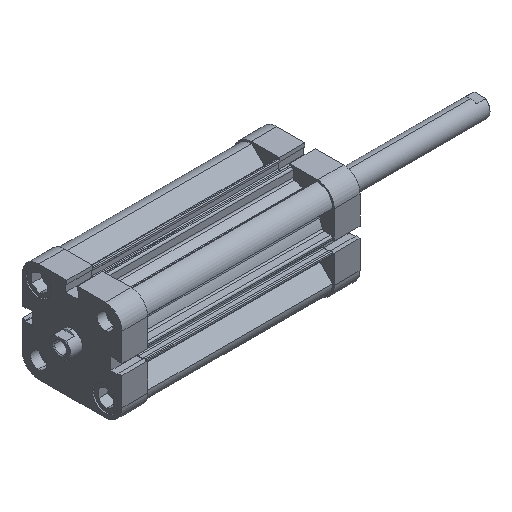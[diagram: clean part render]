
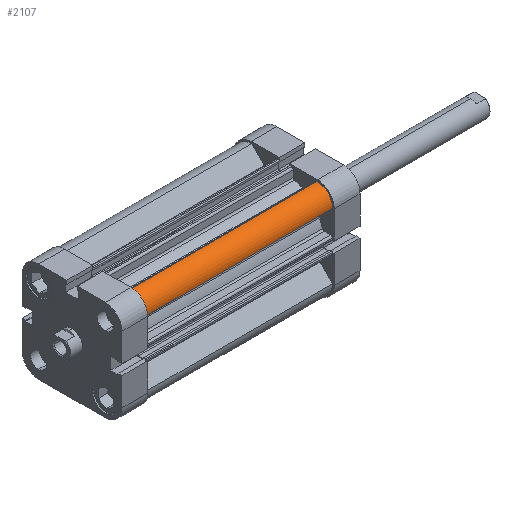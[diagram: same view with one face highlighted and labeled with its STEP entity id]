
A CAD part, isometric view. The second image highlights one B-rep face of the part: STEP entity #2107.
In plain terms, the highlighted cylindrical face has radius 8.5 mm (diameter 17 mm), a partial arc.
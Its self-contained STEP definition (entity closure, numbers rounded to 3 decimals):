
#42 = VERTEX_POINT ( 'NONE', #651 ) ;
#111 = CARTESIAN_POINT ( 'NONE',  ( 27.493, -18.654, 106.5 ) ) ;
#152 = VERTEX_POINT ( 'NONE', #586 ) ;
#333 = VERTEX_POINT ( 'NONE', #739 ) ;
#514 = VERTEX_POINT ( 'NONE', #111 ) ;
#586 = CARTESIAN_POINT ( 'NONE',  ( 27.493, -18.654, 0. ) ) ;
#651 = CARTESIAN_POINT ( 'NONE',  ( 18.654, -27.493, 106.5 ) ) ;
#739 = CARTESIAN_POINT ( 'NONE',  ( 18.654, -27.493, 0. ) ) ;
#1233 = EDGE_CURVE ( 'NONE', #333, #152, #2783, .T. ) ;
#1338 = EDGE_CURVE ( 'NONE', #42, #514, #2939, .T. ) ;
#1574 = EDGE_CURVE ( 'NONE', #42, #333, #3274, .T. ) ;
#1603 = EDGE_CURVE ( 'NONE', #514, #152, #3310, .T. ) ;
#1735 = AXIS2_PLACEMENT_3D ( 'NONE', #6645, #6646, #6647 ) ;
#1792 = AXIS2_PLACEMENT_3D ( 'NONE', #6903, #6911, #6912 ) ;
#2107 = ADVANCED_FACE ( 'NONE', ( #5643 ), #5645, .T. ) ;
#2783 = CIRCLE ( 'NONE', #1735, 8.5 ) ;
#2939 = CIRCLE ( 'NONE', #1792, 8.5 ) ;
#3274 = LINE ( 'NONE', #4030, #3283 ) ;
#3283 = VECTOR ( 'NONE', #4031, 1000. ) ;
#3310 = LINE ( 'NONE', #4069, #3321 ) ;
#3321 = VECTOR ( 'NONE', #4071, 1000. ) ;
#3342 = ORIENTED_EDGE ( 'NONE', *, *, #1574, .T. ) ;
#3626 = ORIENTED_EDGE ( 'NONE', *, *, #1338, .F. ) ;
#3634 = ORIENTED_EDGE ( 'NONE', *, *, #1233, .T. ) ;
#3635 = ORIENTED_EDGE ( 'NONE', *, *, #1603, .F. ) ;
#4030 = CARTESIAN_POINT ( 'NONE',  ( 18.654, -27.493, 106.5 ) ) ;
#4031 = DIRECTION ( 'NONE',  ( 0., 0., -1. ) ) ;
#4069 = CARTESIAN_POINT ( 'NONE',  ( 27.493, -18.654, 106.5 ) ) ;
#4071 = DIRECTION ( 'NONE',  ( 0., 0., -1. ) ) ;
#4910 = DIRECTION ( 'NONE',  ( 0., 0., -1. ) ) ;
#4913 = DIRECTION ( 'NONE',  ( -1., 0., 0. ) ) ;
#4921 = CARTESIAN_POINT ( 'NONE',  ( 19., -19., 106.5 ) ) ;
#5181 = AXIS2_PLACEMENT_3D ( 'NONE', #4921, #4910, #4913 ) ;
#5643 = FACE_OUTER_BOUND ( 'NONE', #7203, .T. ) ;
#5645 = CYLINDRICAL_SURFACE ( 'NONE', #5181, 8.5 ) ;
#6645 = CARTESIAN_POINT ( 'NONE',  ( 19., -19., 0. ) ) ;
#6646 = DIRECTION ( 'NONE',  ( 0., 0., 1. ) ) ;
#6647 = DIRECTION ( 'NONE',  ( -1., 0., 0. ) ) ;
#6903 = CARTESIAN_POINT ( 'NONE',  ( 19., -19., 106.5 ) ) ;
#6911 = DIRECTION ( 'NONE',  ( 0., 0., 1. ) ) ;
#6912 = DIRECTION ( 'NONE',  ( -1., 0., 0. ) ) ;
#7203 = EDGE_LOOP ( 'NONE', ( #3634, #3635, #3626, #3342 ) ) ;
